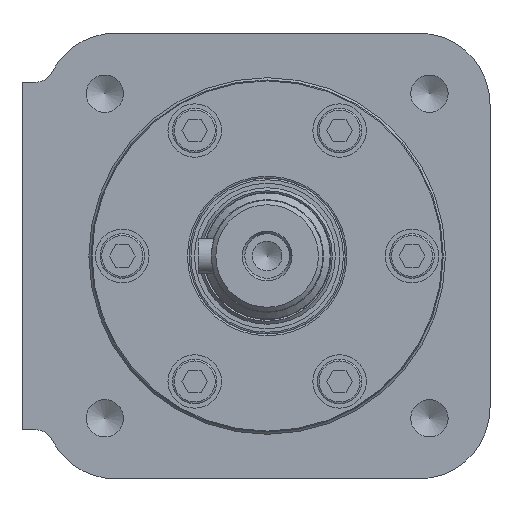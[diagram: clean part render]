
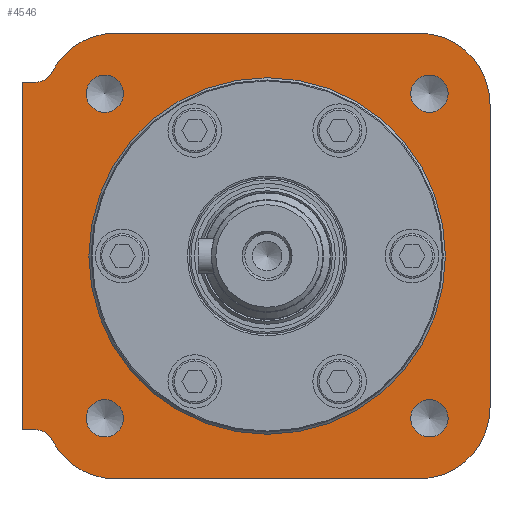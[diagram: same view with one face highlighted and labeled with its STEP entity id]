
A CAD part, left-side view. The second image highlights one B-rep face of the part: STEP entity #4546.
In plain terms, the highlighted planar face has unit normal (-1, 0, 0).
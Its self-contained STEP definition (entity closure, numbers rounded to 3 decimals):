
#434=CIRCLE('',#5089,40.);
#435=CIRCLE('',#5091,4.188);
#436=CIRCLE('',#5092,4.188);
#437=CIRCLE('',#5093,4.188);
#438=CIRCLE('',#5094,4.188);
#439=CIRCLE('',#5095,16.);
#440=CIRCLE('',#5096,4.);
#441=CIRCLE('',#5097,4.);
#442=CIRCLE('',#5098,16.);
#443=CIRCLE('',#5099,16.);
#444=CIRCLE('',#5100,16.);
#1307=ORIENTED_EDGE('',*,*,#2097,.T.);
#1308=ORIENTED_EDGE('',*,*,#2098,.T.);
#1309=ORIENTED_EDGE('',*,*,#2099,.T.);
#1310=ORIENTED_EDGE('',*,*,#2100,.T.);
#1311=ORIENTED_EDGE('',*,*,#2096,.T.);
#1312=ORIENTED_EDGE('',*,*,#2101,.F.);
#1313=ORIENTED_EDGE('',*,*,#2102,.T.);
#1314=ORIENTED_EDGE('',*,*,#2103,.F.);
#1315=ORIENTED_EDGE('',*,*,#2104,.F.);
#1316=ORIENTED_EDGE('',*,*,#2105,.F.);
#1317=ORIENTED_EDGE('',*,*,#2106,.T.);
#1318=ORIENTED_EDGE('',*,*,#2107,.F.);
#1319=ORIENTED_EDGE('',*,*,#2108,.F.);
#1320=ORIENTED_EDGE('',*,*,#2109,.F.);
#1321=ORIENTED_EDGE('',*,*,#2110,.F.);
#1322=ORIENTED_EDGE('',*,*,#2111,.F.);
#1323=ORIENTED_EDGE('',*,*,#2112,.F.);
#2096=EDGE_CURVE('',#2549,#2549,#434,.T.);
#2097=EDGE_CURVE('',#2550,#2550,#435,.T.);
#2098=EDGE_CURVE('',#2551,#2551,#436,.T.);
#2099=EDGE_CURVE('',#2552,#2552,#437,.T.);
#2100=EDGE_CURVE('',#2553,#2553,#438,.T.);
#2101=EDGE_CURVE('',#2554,#2555,#439,.T.);
#2102=EDGE_CURVE('',#2554,#2556,#440,.T.);
#2103=EDGE_CURVE('',#2557,#2556,#2850,.T.);
#2104=EDGE_CURVE('',#2558,#2557,#2851,.T.);
#2105=EDGE_CURVE('',#2559,#2558,#2852,.T.);
#2106=EDGE_CURVE('',#2559,#2560,#441,.T.);
#2107=EDGE_CURVE('',#2561,#2560,#442,.T.);
#2108=EDGE_CURVE('',#2562,#2561,#2853,.T.);
#2109=EDGE_CURVE('',#2563,#2562,#443,.T.);
#2110=EDGE_CURVE('',#2564,#2563,#2854,.T.);
#2111=EDGE_CURVE('',#2565,#2564,#444,.T.);
#2112=EDGE_CURVE('',#2555,#2565,#2855,.T.);
#2549=VERTEX_POINT('',#7847);
#2550=VERTEX_POINT('',#7850);
#2551=VERTEX_POINT('',#7852);
#2552=VERTEX_POINT('',#7854);
#2553=VERTEX_POINT('',#7856);
#2554=VERTEX_POINT('',#7858);
#2555=VERTEX_POINT('',#7859);
#2556=VERTEX_POINT('',#7861);
#2557=VERTEX_POINT('',#7863);
#2558=VERTEX_POINT('',#7865);
#2559=VERTEX_POINT('',#7867);
#2560=VERTEX_POINT('',#7869);
#2561=VERTEX_POINT('',#7871);
#2562=VERTEX_POINT('',#7873);
#2563=VERTEX_POINT('',#7875);
#2564=VERTEX_POINT('',#7877);
#2565=VERTEX_POINT('',#7879);
#2850=LINE('',#7862,#3134);
#2851=LINE('',#7864,#3135);
#2852=LINE('',#7866,#3136);
#2853=LINE('',#7872,#3137);
#2854=LINE('',#7876,#3138);
#2855=LINE('',#7880,#3139);
#3134=VECTOR('',#6214,1000.);
#3135=VECTOR('',#6215,1000.);
#3136=VECTOR('',#6216,1000.);
#3137=VECTOR('',#6221,1000.);
#3138=VECTOR('',#6224,1000.);
#3139=VECTOR('',#6227,1000.);
#3520=EDGE_LOOP('',(#1307));
#3521=EDGE_LOOP('',(#1308));
#3522=EDGE_LOOP('',(#1309));
#3523=EDGE_LOOP('',(#1310));
#3524=EDGE_LOOP('',(#1311));
#3525=EDGE_LOOP('',(#1312,#1313,#1314,#1315,#1316,#1317,#1318,#1319,#1320,
#1321,#1322,#1323));
#3975=FACE_BOUND('',#3520,.T.);
#3976=FACE_BOUND('',#3521,.T.);
#3977=FACE_BOUND('',#3522,.T.);
#3978=FACE_BOUND('',#3523,.T.);
#3979=FACE_BOUND('',#3524,.T.);
#3980=FACE_BOUND('',#3525,.T.);
#4270=PLANE('',#5090);
#4546=ADVANCED_FACE('',(#3975,#3976,#3977,#3978,#3979,#3980),#4270,.F.);
#5089=AXIS2_PLACEMENT_3D('',#7846,#6198,#6199);
#5090=AXIS2_PLACEMENT_3D('',#7848,#6200,#6201);
#5091=AXIS2_PLACEMENT_3D('',#7849,#6202,#6203);
#5092=AXIS2_PLACEMENT_3D('',#7851,#6204,#6205);
#5093=AXIS2_PLACEMENT_3D('',#7853,#6206,#6207);
#5094=AXIS2_PLACEMENT_3D('',#7855,#6208,#6209);
#5095=AXIS2_PLACEMENT_3D('',#7857,#6210,#6211);
#5096=AXIS2_PLACEMENT_3D('',#7860,#6212,#6213);
#5097=AXIS2_PLACEMENT_3D('',#7868,#6217,#6218);
#5098=AXIS2_PLACEMENT_3D('',#7870,#6219,#6220);
#5099=AXIS2_PLACEMENT_3D('',#7874,#6222,#6223);
#5100=AXIS2_PLACEMENT_3D('',#7878,#6225,#6226);
#6198=DIRECTION('',(1.,0.,0.));
#6199=DIRECTION('',(0.,0.,-1.));
#6200=DIRECTION('',(1.,0.,0.));
#6201=DIRECTION('',(0.,0.,-1.));
#6202=DIRECTION('',(1.,0.,0.));
#6203=DIRECTION('',(0.,0.,-1.));
#6204=DIRECTION('',(1.,0.,0.));
#6205=DIRECTION('',(0.,0.,-1.));
#6206=DIRECTION('',(1.,0.,0.));
#6207=DIRECTION('',(0.,0.,-1.));
#6208=DIRECTION('',(1.,0.,0.));
#6209=DIRECTION('',(0.,0.,-1.));
#6210=DIRECTION('',(1.,0.,0.));
#6211=DIRECTION('',(0.,0.,-1.));
#6212=DIRECTION('',(1.,0.,0.));
#6213=DIRECTION('',(0.,0.,-1.));
#6214=DIRECTION('',(0.,-1.,0.));
#6215=DIRECTION('',(0.,0.,1.));
#6216=DIRECTION('',(0.,1.,0.));
#6217=DIRECTION('',(1.,0.,0.));
#6218=DIRECTION('',(0.,0.,-1.));
#6219=DIRECTION('',(1.,0.,0.));
#6220=DIRECTION('',(0.,0.,-1.));
#6221=DIRECTION('',(0.,1.,0.));
#6222=DIRECTION('',(1.,0.,0.));
#6223=DIRECTION('',(0.,0.,-1.));
#6224=DIRECTION('',(0.,0.,-1.));
#6225=DIRECTION('',(1.,0.,0.));
#6226=DIRECTION('',(0.,0.,-1.));
#6227=DIRECTION('',(0.,-1.,0.));
#7846=CARTESIAN_POINT('',(65.4,0.,0.));
#7847=CARTESIAN_POINT('',(65.4,0.,-40.));
#7848=CARTESIAN_POINT('',(65.4,40.,0.));
#7849=CARTESIAN_POINT('',(65.4,-36.416,36.416));
#7850=CARTESIAN_POINT('',(65.4,-36.416,32.228));
#7851=CARTESIAN_POINT('',(65.4,-36.416,-36.416));
#7852=CARTESIAN_POINT('',(65.4,-36.416,-40.604));
#7853=CARTESIAN_POINT('',(65.4,36.416,-36.416));
#7854=CARTESIAN_POINT('',(65.4,36.416,-40.604));
#7855=CARTESIAN_POINT('',(65.4,36.416,36.416));
#7856=CARTESIAN_POINT('',(65.4,36.416,32.228));
#7857=CARTESIAN_POINT('',(65.4,34.,34.));
#7858=CARTESIAN_POINT('',(65.4,48.288,41.2));
#7859=CARTESIAN_POINT('',(65.4,34.,50.));
#7860=CARTESIAN_POINT('',(65.4,51.861,43.));
#7861=CARTESIAN_POINT('',(65.4,51.861,39.));
#7862=CARTESIAN_POINT('',(65.4,55.,39.));
#7863=CARTESIAN_POINT('',(65.4,55.,39.));
#7864=CARTESIAN_POINT('',(65.4,55.,-39.));
#7865=CARTESIAN_POINT('',(65.4,55.,-39.));
#7866=CARTESIAN_POINT('',(65.4,51.861,-39.));
#7867=CARTESIAN_POINT('',(65.4,51.861,-39.));
#7868=CARTESIAN_POINT('',(65.4,51.861,-43.));
#7869=CARTESIAN_POINT('',(65.4,48.288,-41.2));
#7870=CARTESIAN_POINT('',(65.4,34.,-34.));
#7871=CARTESIAN_POINT('',(65.4,34.,-50.));
#7872=CARTESIAN_POINT('',(65.4,-34.,-50.));
#7873=CARTESIAN_POINT('',(65.4,-34.,-50.));
#7874=CARTESIAN_POINT('',(65.4,-34.,-34.));
#7875=CARTESIAN_POINT('',(65.4,-50.,-34.));
#7876=CARTESIAN_POINT('',(65.4,-50.,34.));
#7877=CARTESIAN_POINT('',(65.4,-50.,34.));
#7878=CARTESIAN_POINT('',(65.4,-34.,34.));
#7879=CARTESIAN_POINT('',(65.4,-34.,50.));
#7880=CARTESIAN_POINT('',(65.4,34.,50.));
